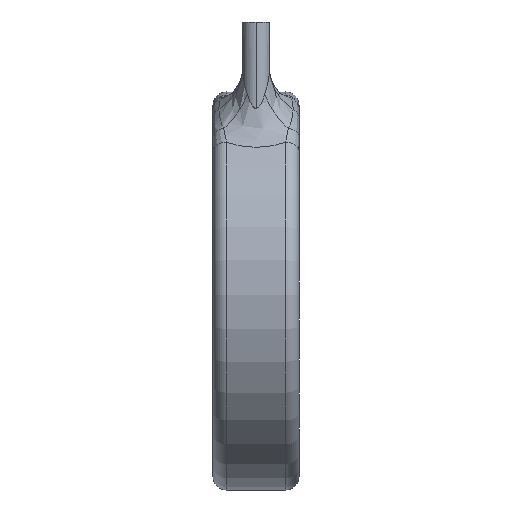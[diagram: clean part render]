
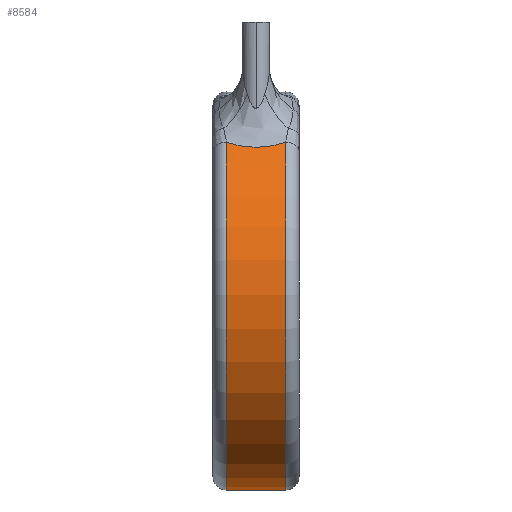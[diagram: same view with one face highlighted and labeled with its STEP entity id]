
A CAD part, left-side view. The second image highlights one B-rep face of the part: STEP entity #8584.
In plain terms, the highlighted cylindrical face has radius 7.4 mm (diameter 14.8 mm), a partial arc.
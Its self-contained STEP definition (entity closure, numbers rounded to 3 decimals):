
#34 = B_SPLINE_CURVE_WITH_KNOTS ( 'NONE', 3,
 ( #600, #2863, #8898, #5894, #1366, #6645, #2118, #7418 ),
 .UNSPECIFIED., .F., .F.,
 ( 4, 2, 2, 4 ),
 ( 0.014, 0.014, 0.015, 0.016 ),
 .UNSPECIFIED. ) ;
#52 = CARTESIAN_POINT ( 'NONE',  ( 0., 3.2, -7.4 ) ) ;
#600 = CARTESIAN_POINT ( 'NONE',  ( -4.916, 0.5, 5.531 ) ) ;
#694 = CARTESIAN_POINT ( 'NONE',  ( -4.916, 0.5, 5.531 ) ) ;
#698 = ORIENTED_EDGE ( 'NONE', *, *, #1546, .T. ) ;
#700 = FACE_OUTER_BOUND ( 'NONE', #6466, .T. ) ;
#794 = EDGE_CURVE ( 'NONE', #2542, #3982, #34, .T. ) ;
#825 = DIRECTION ( 'NONE',  ( 0., -1., 0. ) ) ;
#1230 = VECTOR ( 'NONE', #825, 1000. ) ;
#1366 = CARTESIAN_POINT ( 'NONE',  ( -5.117, 1.407, 5.346 ) ) ;
#1546 = EDGE_CURVE ( 'NONE', #3982, #1631, #8065, .T. ) ;
#1631 = VERTEX_POINT ( 'NONE', #9669 ) ;
#1907 = CARTESIAN_POINT ( 'NONE',  ( 0., 0.5, 0. ) ) ;
#2118 = CARTESIAN_POINT ( 'NONE',  ( -5.047, 2.362, 5.415 ) ) ;
#2542 = VERTEX_POINT ( 'NONE', #694 ) ;
#2681 = DIRECTION ( 'NONE',  ( 0., 0., 1. ) ) ;
#2792 = ORIENTED_EDGE ( 'NONE', *, *, #7269, .T. ) ;
#2863 = CARTESIAN_POINT ( 'NONE',  ( -4.981, 0.668, 5.473 ) ) ;
#3236 = LINE ( 'NONE', #52, #1230 ) ;
#3458 = CIRCLE ( 'NONE', #7721, 7.4 ) ;
#3982 = VERTEX_POINT ( 'NONE', #8161 ) ;
#4065 = DIRECTION ( 'NONE',  ( 0., 0., -1. ) ) ;
#4204 = DIRECTION ( 'NONE',  ( 0., -1., 0. ) ) ;
#4259 = AXIS2_PLACEMENT_3D ( 'NONE', #9340, #4818, #4065 ) ;
#4402 = EDGE_CURVE ( 'NONE', #1631, #6589, #3236, .T. ) ;
#4475 = CYLINDRICAL_SURFACE ( 'NONE', #4259, 7.4 ) ;
#4536 = ORIENTED_EDGE ( 'NONE', *, *, #794, .T. ) ;
#4818 = DIRECTION ( 'NONE',  ( 0., -1., 0. ) ) ;
#5269 = ORIENTED_EDGE ( 'NONE', *, *, #4402, .T. ) ;
#5894 = CARTESIAN_POINT ( 'NONE',  ( -5.099, 1.216, 5.363 ) ) ;
#6466 = EDGE_LOOP ( 'NONE', ( #698, #5269, #2792, #4536 ) ) ;
#6589 = VERTEX_POINT ( 'NONE', #8920 ) ;
#6645 = CARTESIAN_POINT ( 'NONE',  ( -5.117, 1.982, 5.346 ) ) ;
#7205 = DIRECTION ( 'NONE',  ( 0., 1., 0. ) ) ;
#7269 = EDGE_CURVE ( 'NONE', #6589, #2542, #3458, .T. ) ;
#7418 = CARTESIAN_POINT ( 'NONE',  ( -4.916, 2.7, 5.531 ) ) ;
#7721 = AXIS2_PLACEMENT_3D ( 'NONE', #1907, #7205, #2681 ) ;
#8065 = CIRCLE ( 'NONE', #8468, 7.4 ) ;
#8161 = CARTESIAN_POINT ( 'NONE',  ( -4.916, 2.7, 5.531 ) ) ;
#8468 = AXIS2_PLACEMENT_3D ( 'NONE', #8729, #4204, #9482 ) ;
#8584 = ADVANCED_FACE ( 'NONE', ( #700 ), #4475, .T. ) ;
#8729 = CARTESIAN_POINT ( 'NONE',  ( 0., 2.7, 0. ) ) ;
#8898 = CARTESIAN_POINT ( 'NONE',  ( -5.032, 0.848, 5.426 ) ) ;
#8920 = CARTESIAN_POINT ( 'NONE',  ( 0., 0.5, -7.4 ) ) ;
#9340 = CARTESIAN_POINT ( 'NONE',  ( 0., 3.2, 0. ) ) ;
#9482 = DIRECTION ( 'NONE',  ( 0., 0., 1. ) ) ;
#9669 = CARTESIAN_POINT ( 'NONE',  ( 0., 2.7, -7.4 ) ) ;
